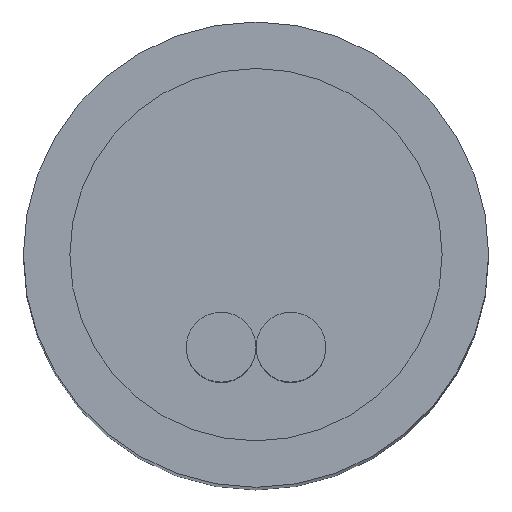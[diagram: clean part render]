
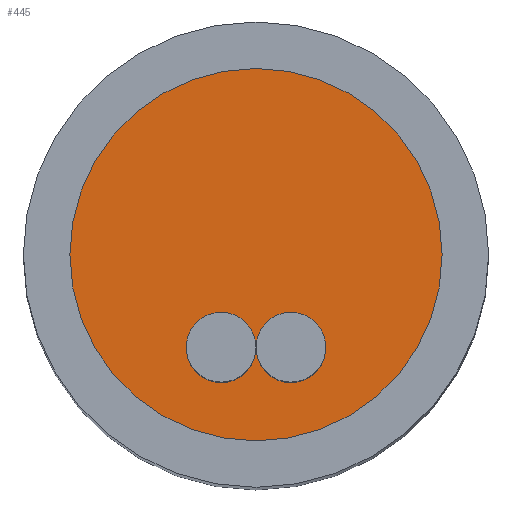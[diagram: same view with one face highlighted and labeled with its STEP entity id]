
A CAD part, top view. The second image highlights one B-rep face of the part: STEP entity #445.
In plain terms, the highlighted planar face has unit normal (0, 0, 1).
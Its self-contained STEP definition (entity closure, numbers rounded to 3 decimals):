
#52=PLANE('',#519);
#80=FACE_OUTER_BOUND('',#115,.T.);
#115=EDGE_LOOP('',(#394));
#180=CIRCLE('',#502,4.);
#224=VERTEX_POINT('',#782);
#274=EDGE_CURVE('',#224,#224,#180,.T.);
#394=ORIENTED_EDGE('',*,*,#274,.T.);
#445=ADVANCED_FACE('',(#80),#52,.T.);
#502=AXIS2_PLACEMENT_3D('',#783,#611,#612);
#519=AXIS2_PLACEMENT_3D('',#807,#647,#648);
#611=DIRECTION('center_axis',(0.,0.,1.));
#612=DIRECTION('ref_axis',(1.,0.,0.));
#647=DIRECTION('center_axis',(0.,0.,1.));
#648=DIRECTION('ref_axis',(1.,0.,0.));
#782=CARTESIAN_POINT('',(-4.,0.,32.8));
#783=CARTESIAN_POINT('Origin',(0.,0.,32.8));
#807=CARTESIAN_POINT('Origin',(0.,0.,32.8));
